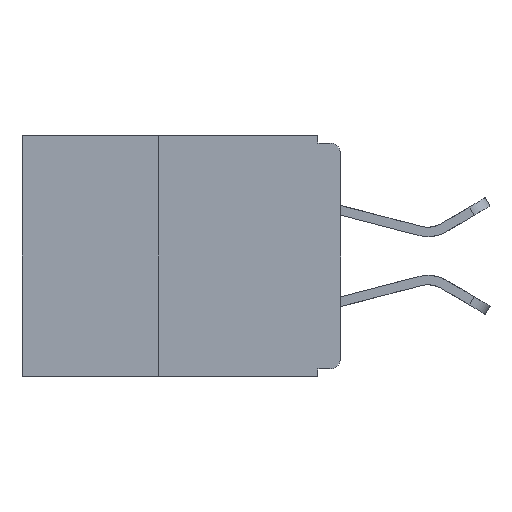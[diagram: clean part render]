
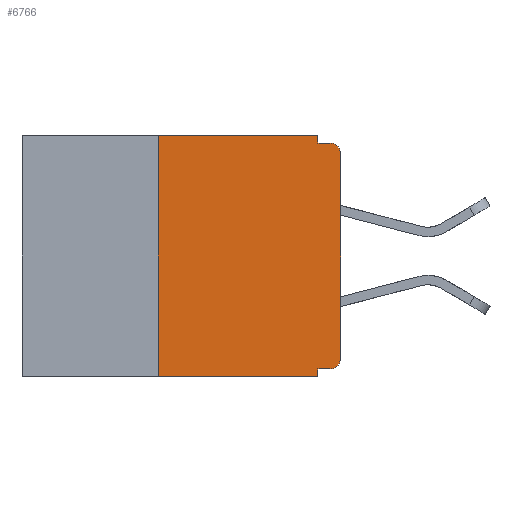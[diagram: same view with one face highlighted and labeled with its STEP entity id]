
A CAD part, left-side view. The second image highlights one B-rep face of the part: STEP entity #6766.
In plain terms, the highlighted planar face has unit normal (-1, 0, 0).
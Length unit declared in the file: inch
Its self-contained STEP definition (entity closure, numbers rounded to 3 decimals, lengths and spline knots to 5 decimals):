
#119 = CARTESIAN_POINT ( 'NONE',  ( 0., 0.031, -0.01 ) ) ;
#126 = CARTESIAN_POINT ( 'NONE',  ( 0., 0., -0.01 ) ) ;
#338 = CARTESIAN_POINT ( 'NONE',  ( 0., 0.437, -0.33 ) ) ;
#426 = ORIENTED_EDGE ( 'NONE', *, *, #5562, .F. ) ;
#714 = VERTEX_POINT ( 'NONE', #119 ) ;
#797 = ORIENTED_EDGE ( 'NONE', *, *, #7678, .F. ) ;
#902 = CARTESIAN_POINT ( 'NONE',  ( 0., 0.437, 0. ) ) ;
#1030 = CARTESIAN_POINT ( 'NONE',  ( 0., 0., 0. ) ) ;
#1242 = DIRECTION ( 'NONE',  ( 0., 0., -1. ) ) ;
#1715 = ORIENTED_EDGE ( 'NONE', *, *, #11047, .T. ) ;
#1872 = CARTESIAN_POINT ( 'NONE',  ( 0., 0.25, -0.33 ) ) ;
#2598 = LINE ( 'NONE', #8261, #14157 ) ;
#2772 = CARTESIAN_POINT ( 'NONE',  ( 0., 0.25, -0.33 ) ) ;
#2843 = CARTESIAN_POINT ( 'NONE',  ( 0., 0., -0.32 ) ) ;
#3181 = DIRECTION ( 'NONE',  ( 0., 1., 0. ) ) ;
#3562 = AXIS2_PLACEMENT_3D ( 'NONE', #6315, #15922, #7701 ) ;
#3694 = CIRCLE ( 'NONE', #12775, 0.015 ) ;
#3701 = LINE ( 'NONE', #1030, #17926 ) ;
#4541 = CIRCLE ( 'NONE', #3562, 0.015 ) ;
#4699 = CARTESIAN_POINT ( 'NONE',  ( 0., 0.015, -0.01 ) ) ;
#4765 = VERTEX_POINT ( 'NONE', #11252 ) ;
#5089 = FACE_OUTER_BOUND ( 'NONE', #7512, .T. ) ;
#5153 = ORIENTED_EDGE ( 'NONE', *, *, #10424, .F. ) ;
#5277 = VERTEX_POINT ( 'NONE', #2772 ) ;
#5562 = EDGE_CURVE ( 'NONE', #12652, #16296, #13771, .T. ) ;
#5750 = ORIENTED_EDGE ( 'NONE', *, *, #17068, .T. ) ;
#5931 = LINE ( 'NONE', #8448, #8311 ) ;
#6063 = LINE ( 'NONE', #338, #12583 ) ;
#6315 = CARTESIAN_POINT ( 'NONE',  ( 0., 0.015, -0.305 ) ) ;
#6328 = VERTEX_POINT ( 'NONE', #4699 ) ;
#6413 = VECTOR ( 'NONE', #3181, 39.37008 ) ;
#6595 = VECTOR ( 'NONE', #13182, 39.37008 ) ;
#6766 = ADVANCED_FACE ( 'NONE', ( #5089 ), #14583, .F. ) ;
#7318 = EDGE_CURVE ( 'NONE', #714, #6328, #17514, .T. ) ;
#7512 = EDGE_LOOP ( 'NONE', ( #5750, #1715, #16775, #9263, #8126, #5153, #9839, #797, #426, #10598 ) ) ;
#7607 = EDGE_CURVE ( 'NONE', #15072, #714, #2598, .T. ) ;
#7678 = EDGE_CURVE ( 'NONE', #16296, #14438, #5931, .T. ) ;
#7701 = DIRECTION ( 'NONE',  ( 0., 0., -1. ) ) ;
#7757 = CARTESIAN_POINT ( 'NONE',  ( 0., 0.015, -0.025 ) ) ;
#8126 = ORIENTED_EDGE ( 'NONE', *, *, #10642, .F. ) ;
#8181 = LINE ( 'NONE', #902, #12844 ) ;
#8261 = CARTESIAN_POINT ( 'NONE',  ( 0., 0.031, 0. ) ) ;
#8311 = VECTOR ( 'NONE', #12637, 39.37008 ) ;
#8419 = LINE ( 'NONE', #1872, #11697 ) ;
#8448 = CARTESIAN_POINT ( 'NONE',  ( 0., 0.031, -0.33 ) ) ;
#9172 = DIRECTION ( 'NONE',  ( 0., 0., -1. ) ) ;
#9263 = ORIENTED_EDGE ( 'NONE', *, *, #7607, .F. ) ;
#9762 = EDGE_CURVE ( 'NONE', #12652, #4765, #4541, .T. ) ;
#9839 = ORIENTED_EDGE ( 'NONE', *, *, #12852, .T. ) ;
#10346 = DIRECTION ( 'NONE',  ( 0., 0., 1. ) ) ;
#10424 = EDGE_CURVE ( 'NONE', #5277, #16377, #8419, .T. ) ;
#10598 = ORIENTED_EDGE ( 'NONE', *, *, #9762, .T. ) ;
#10642 = EDGE_CURVE ( 'NONE', #16377, #15072, #8181, .T. ) ;
#10732 = CARTESIAN_POINT ( 'NONE',  ( 0., 0.031, -0.33 ) ) ;
#11047 = EDGE_CURVE ( 'NONE', #16177, #6328, #3694, .T. ) ;
#11252 = CARTESIAN_POINT ( 'NONE',  ( 0., 0., -0.305 ) ) ;
#11697 = VECTOR ( 'NONE', #10346, 39.37008 ) ;
#12171 = DIRECTION ( 'NONE',  ( 0., -1., 0. ) ) ;
#12583 = VECTOR ( 'NONE', #14336, 39.37008 ) ;
#12637 = DIRECTION ( 'NONE',  ( 0., 0., -1. ) ) ;
#12652 = VERTEX_POINT ( 'NONE', #16567 ) ;
#12764 = AXIS2_PLACEMENT_3D ( 'NONE', #15040, #14560, #14467 ) ;
#12775 = AXIS2_PLACEMENT_3D ( 'NONE', #7757, #17317, #9172 ) ;
#12844 = VECTOR ( 'NONE', #12171, 39.37008 ) ;
#12852 = EDGE_CURVE ( 'NONE', #5277, #14438, #6063, .T. ) ;
#13182 = DIRECTION ( 'NONE',  ( 0., -1., 0. ) ) ;
#13190 = CARTESIAN_POINT ( 'NONE',  ( 0., 0.031, -0.32 ) ) ;
#13524 = CARTESIAN_POINT ( 'NONE',  ( 0., 0.031, 0. ) ) ;
#13771 = LINE ( 'NONE', #2843, #6413 ) ;
#14157 = VECTOR ( 'NONE', #1242, 39.37008 ) ;
#14336 = DIRECTION ( 'NONE',  ( 0., -1., 0. ) ) ;
#14438 = VERTEX_POINT ( 'NONE', #10732 ) ;
#14467 = DIRECTION ( 'NONE',  ( 0., 0., -1. ) ) ;
#14560 = DIRECTION ( 'NONE',  ( 1., 0., 0. ) ) ;
#14583 = PLANE ( 'NONE',  #12764 ) ;
#14997 = DIRECTION ( 'NONE',  ( 0., 0., 1. ) ) ;
#15040 = CARTESIAN_POINT ( 'NONE',  ( 0., 0.437, 0. ) ) ;
#15072 = VERTEX_POINT ( 'NONE', #13524 ) ;
#15922 = DIRECTION ( 'NONE',  ( -1., 0., 0. ) ) ;
#16177 = VERTEX_POINT ( 'NONE', #17006 ) ;
#16182 = CARTESIAN_POINT ( 'NONE',  ( 0., 0.25, 0. ) ) ;
#16296 = VERTEX_POINT ( 'NONE', #13190 ) ;
#16377 = VERTEX_POINT ( 'NONE', #16182 ) ;
#16567 = CARTESIAN_POINT ( 'NONE',  ( 0., 0.015, -0.32 ) ) ;
#16775 = ORIENTED_EDGE ( 'NONE', *, *, #7318, .F. ) ;
#17006 = CARTESIAN_POINT ( 'NONE',  ( 0., 0., -0.025 ) ) ;
#17068 = EDGE_CURVE ( 'NONE', #4765, #16177, #3701, .T. ) ;
#17317 = DIRECTION ( 'NONE',  ( -1., 0., 0. ) ) ;
#17514 = LINE ( 'NONE', #126, #6595 ) ;
#17926 = VECTOR ( 'NONE', #14997, 39.37008 ) ;
